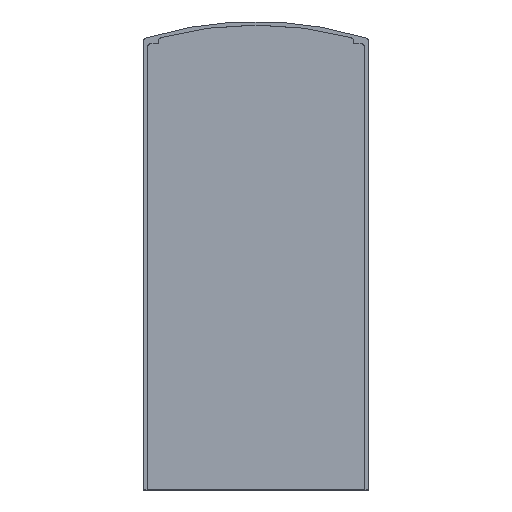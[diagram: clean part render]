
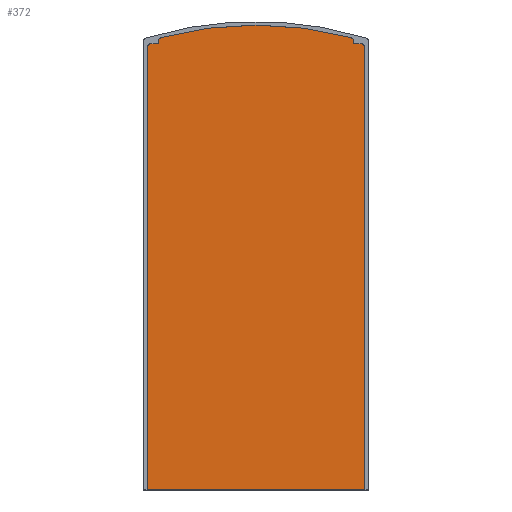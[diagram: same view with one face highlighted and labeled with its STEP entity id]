
A CAD part, top view. The second image highlights one B-rep face of the part: STEP entity #372.
In plain terms, the highlighted planar face has unit normal (0, 0, 1).
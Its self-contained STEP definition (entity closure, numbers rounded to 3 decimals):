
#4 = LINE ( 'NONE', #361, #593 ) ;
#11 = CARTESIAN_POINT ( 'NONE',  ( -29.25, 0., 2. ) ) ;
#28 = CIRCLE ( 'NONE', #39, 1. ) ;
#29 = ORIENTED_EDGE ( 'NONE', *, *, #78, .F. ) ;
#32 = VECTOR ( 'NONE', #611, 1000. ) ;
#39 = AXIS2_PLACEMENT_3D ( 'NONE', #92, #301, #456 ) ;
#56 = CARTESIAN_POINT ( 'NONE',  ( -28.25, 120., 2. ) ) ;
#61 = DIRECTION ( 'NONE',  ( 1., 0., 0. ) ) ;
#62 = VERTEX_POINT ( 'NONE', #151 ) ;
#70 = PLANE ( 'NONE',  #582 ) ;
#74 = CARTESIAN_POINT ( 'NONE',  ( 26.25, 120.691, 2. ) ) ;
#78 = EDGE_CURVE ( 'NONE', #167, #62, #506, .T. ) ;
#84 = EDGE_CURVE ( 'NONE', #316, #219, #548, .T. ) ;
#89 = DIRECTION ( 'NONE',  ( 0., 0., -1. ) ) ;
#92 = CARTESIAN_POINT ( 'NONE',  ( -28.25, 119., 2. ) ) ;
#93 = CARTESIAN_POINT ( 'NONE',  ( -25.25, 120.691, 2. ) ) ;
#102 = VECTOR ( 'NONE', #560, 1000. ) ;
#114 = AXIS2_PLACEMENT_3D ( 'NONE', #169, #221, #273 ) ;
#122 = LINE ( 'NONE', #11, #226 ) ;
#150 = AXIS2_PLACEMENT_3D ( 'NONE', #409, #619, #461 ) ;
#151 = CARTESIAN_POINT ( 'NONE',  ( -26.25, 120.691, 2. ) ) ;
#154 = EDGE_CURVE ( 'NONE', #335, #473, #28, .T. ) ;
#158 = CARTESIAN_POINT ( 'NONE',  ( 29.25, 0., 2. ) ) ;
#160 = ORIENTED_EDGE ( 'NONE', *, *, #567, .F. ) ;
#162 = VERTEX_POINT ( 'NONE', #199 ) ;
#166 = CARTESIAN_POINT ( 'NONE',  ( -25.25, 120.691, 2. ) ) ;
#167 = VERTEX_POINT ( 'NONE', #406 ) ;
#169 = CARTESIAN_POINT ( 'NONE',  ( 0., 26., 2. ) ) ;
#174 = VECTOR ( 'NONE', #495, 1000. ) ;
#179 = VECTOR ( 'NONE', #516, 1000. ) ;
#197 = EDGE_CURVE ( 'NONE', #473, #167, #308, .T. ) ;
#199 = CARTESIAN_POINT ( 'NONE',  ( -25.508, 121.658, 2. ) ) ;
#200 = ORIENTED_EDGE ( 'NONE', *, *, #246, .F. ) ;
#202 = DIRECTION ( 'NONE',  ( 0., 0., -1. ) ) ;
#209 = EDGE_CURVE ( 'NONE', #356, #335, #4, .T. ) ;
#211 = DIRECTION ( 'NONE',  ( 0., 1., 0. ) ) ;
#213 = CARTESIAN_POINT ( 'NONE',  ( -29.25, 119., 2. ) ) ;
#219 = VERTEX_POINT ( 'NONE', #672 ) ;
#220 = ORIENTED_EDGE ( 'NONE', *, *, #647, .F. ) ;
#221 = DIRECTION ( 'NONE',  ( 0., 0., -1. ) ) ;
#226 = VECTOR ( 'NONE', #61, 1000. ) ;
#246 = EDGE_CURVE ( 'NONE', #517, #603, #270, .T. ) ;
#250 = EDGE_CURVE ( 'NONE', #679, #603, #525, .T. ) ;
#265 = DIRECTION ( 'NONE',  ( 0., 0., -1. ) ) ;
#269 = CARTESIAN_POINT ( 'NONE',  ( 25.508, 121.658, 2. ) ) ;
#270 = CIRCLE ( 'NONE', #150, 1. ) ;
#273 = DIRECTION ( 'NONE',  ( -1., 0., 0. ) ) ;
#278 = DIRECTION ( 'NONE',  ( -1., 0., 0. ) ) ;
#301 = DIRECTION ( 'NONE',  ( 0., 0., -1. ) ) ;
#303 = AXIS2_PLACEMENT_3D ( 'NONE', #93, #202, #608 ) ;
#306 = VERTEX_POINT ( 'NONE', #580 ) ;
#308 = LINE ( 'NONE', #56, #529 ) ;
#312 = ORIENTED_EDGE ( 'NONE', *, *, #209, .F. ) ;
#314 = ORIENTED_EDGE ( 'NONE', *, *, #509, .F. ) ;
#316 = VERTEX_POINT ( 'NONE', #269 ) ;
#320 = ORIENTED_EDGE ( 'NONE', *, *, #250, .T. ) ;
#323 = FACE_OUTER_BOUND ( 'NONE', #475, .T. ) ;
#327 = EDGE_CURVE ( 'NONE', #356, #679, #122, .T. ) ;
#335 = VERTEX_POINT ( 'NONE', #213 ) ;
#354 = LINE ( 'NONE', #664, #32 ) ;
#356 = VERTEX_POINT ( 'NONE', #536 ) ;
#361 = CARTESIAN_POINT ( 'NONE',  ( -29.25, 0., 2. ) ) ;
#362 = ORIENTED_EDGE ( 'NONE', *, *, #327, .T. ) ;
#372 = ADVANCED_FACE ( 'NONE', ( #323 ), #70, .F. ) ;
#376 = EDGE_CURVE ( 'NONE', #162, #316, #602, .T. ) ;
#401 = DIRECTION ( 'NONE',  ( -1., 0., 0. ) ) ;
#406 = CARTESIAN_POINT ( 'NONE',  ( -26.25, 120., 2. ) ) ;
#409 = CARTESIAN_POINT ( 'NONE',  ( 28.25, 119., 2. ) ) ;
#412 = ORIENTED_EDGE ( 'NONE', *, *, #154, .F. ) ;
#435 = LINE ( 'NONE', #74, #102 ) ;
#439 = ORIENTED_EDGE ( 'NONE', *, *, #84, .F. ) ;
#442 = CARTESIAN_POINT ( 'NONE',  ( -28.25, 120., 2. ) ) ;
#454 = CARTESIAN_POINT ( 'NONE',  ( -26.25, 120., 2. ) ) ;
#456 = DIRECTION ( 'NONE',  ( -1., 0., 0. ) ) ;
#461 = DIRECTION ( 'NONE',  ( -1., 0., 0. ) ) ;
#465 = DIRECTION ( 'NONE',  ( 1., 0., 0. ) ) ;
#473 = VERTEX_POINT ( 'NONE', #442 ) ;
#475 = EDGE_LOOP ( 'NONE', ( #160, #29, #493, #412, #312, #362, #320, #200, #220, #314, #439, #632 ) ) ;
#493 = ORIENTED_EDGE ( 'NONE', *, *, #197, .F. ) ;
#495 = DIRECTION ( 'NONE',  ( 0., 1., 0. ) ) ;
#506 = LINE ( 'NONE', #454, #174 ) ;
#509 = EDGE_CURVE ( 'NONE', #219, #306, #435, .T. ) ;
#516 = DIRECTION ( 'NONE',  ( 0., 1., 0. ) ) ;
#517 = VERTEX_POINT ( 'NONE', #550 ) ;
#525 = LINE ( 'NONE', #678, #179 ) ;
#529 = VECTOR ( 'NONE', #465, 1000. ) ;
#536 = CARTESIAN_POINT ( 'NONE',  ( -29.25, 0., 2. ) ) ;
#548 = CIRCLE ( 'NONE', #646, 1. ) ;
#550 = CARTESIAN_POINT ( 'NONE',  ( 28.25, 120., 2. ) ) ;
#556 = CARTESIAN_POINT ( 'NONE',  ( 29.25, 119., 2. ) ) ;
#557 = CARTESIAN_POINT ( 'NONE',  ( 25.25, 120.691, 2. ) ) ;
#560 = DIRECTION ( 'NONE',  ( 0., -1., 0. ) ) ;
#567 = EDGE_CURVE ( 'NONE', #62, #162, #644, .T. ) ;
#580 = CARTESIAN_POINT ( 'NONE',  ( 26.25, 120., 2. ) ) ;
#582 = AXIS2_PLACEMENT_3D ( 'NONE', #166, #265, #278 ) ;
#593 = VECTOR ( 'NONE', #211, 1000. ) ;
#602 = CIRCLE ( 'NONE', #114, 99. ) ;
#603 = VERTEX_POINT ( 'NONE', #556 ) ;
#608 = DIRECTION ( 'NONE',  ( -1., 0., 0. ) ) ;
#611 = DIRECTION ( 'NONE',  ( 1., 0., 0. ) ) ;
#619 = DIRECTION ( 'NONE',  ( 0., 0., -1. ) ) ;
#632 = ORIENTED_EDGE ( 'NONE', *, *, #376, .F. ) ;
#644 = CIRCLE ( 'NONE', #303, 1. ) ;
#646 = AXIS2_PLACEMENT_3D ( 'NONE', #557, #89, #401 ) ;
#647 = EDGE_CURVE ( 'NONE', #306, #517, #354, .T. ) ;
#664 = CARTESIAN_POINT ( 'NONE',  ( 26.25, 120., 2. ) ) ;
#672 = CARTESIAN_POINT ( 'NONE',  ( 26.25, 120.691, 2. ) ) ;
#678 = CARTESIAN_POINT ( 'NONE',  ( 29.25, 0., 2. ) ) ;
#679 = VERTEX_POINT ( 'NONE', #158 ) ;
